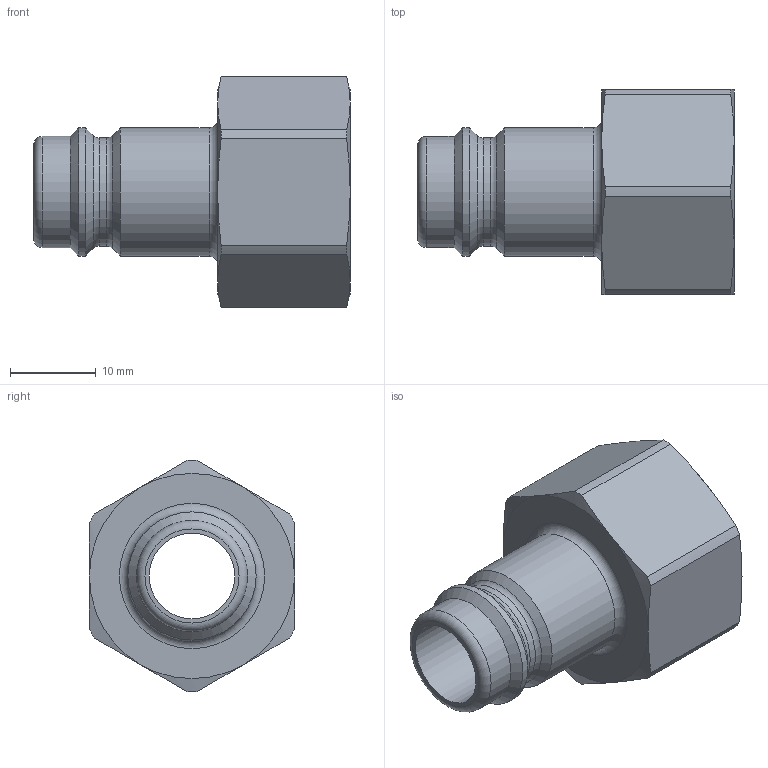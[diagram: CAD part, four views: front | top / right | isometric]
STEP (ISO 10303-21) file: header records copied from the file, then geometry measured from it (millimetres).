
FILE_DESCRIPTION((''),'2;1');
FILE_NAME('41sfiw21mxn.stp','2014-01-23T11:31:46',('IA176480'),(''),'Autodesk Inventor 2013','Autodesk Inventor 2013','');
FILE_SCHEMA(('AUTOMOTIVE_DESIGN { 1 0 10303 214 1 1 1 1 }'));
Length unit declared in the file: millimetre
Products named in the file (3): D108477; D108395; D108396
Assembly tree (2 placements, depth 2):
  D108477
    D108395
    D108396
Bounding box: 37 x 24 x 27.05 mm (x, y, z)
Volume: 6172.3 mm3; surface area: 4976.6 mm2
Topology: 2 solids, 2 shells, 46 faces, 97 edges, 57 vertices
Faces by surface type: cone 16, cylinder 14, plane 12, torus 4
Full cylindrical faces by diameter (mm): 10 x1, 12.65 x1, 13 x2, 15 x2, 18.631 x1, 19 x1
Entity records: 1215 total; most frequent: CARTESIAN_POINT 237, DIRECTION 204, ORIENTED_EDGE 162, AXIS2_PLACEMENT_3D 96, EDGE_CURVE 81, EDGE_LOOP 68, VERTEX_POINT 57, FACE_OUTER_BOUND 46
